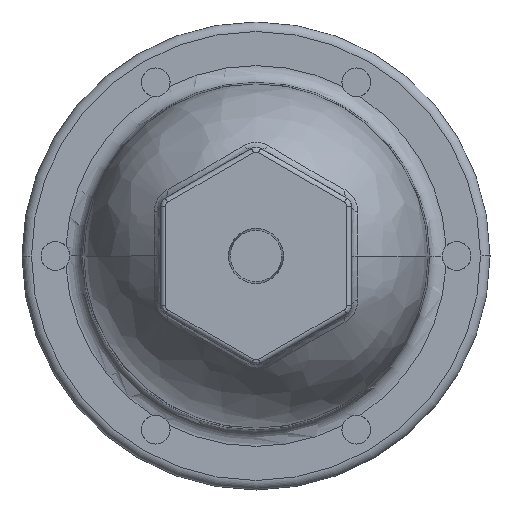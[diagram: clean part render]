
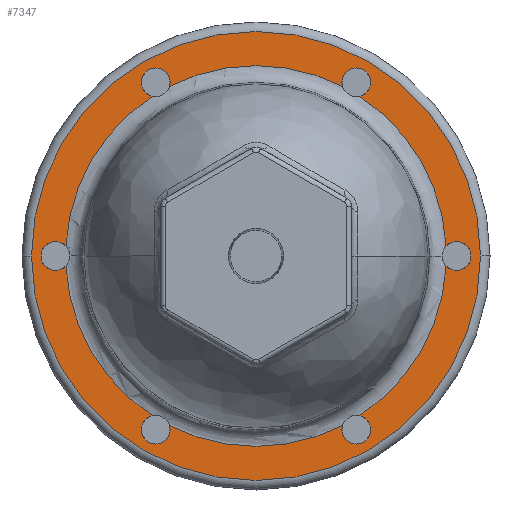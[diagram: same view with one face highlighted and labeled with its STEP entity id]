
A CAD part, front view. The second image highlights one B-rep face of the part: STEP entity #7347.
In plain terms, the highlighted planar face has unit normal (0, -1, 0).
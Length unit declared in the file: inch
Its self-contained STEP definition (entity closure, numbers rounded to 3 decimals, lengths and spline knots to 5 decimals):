
#1331=CARTESIAN_POINT('',(0.,5.0625,0.));
#1332=DIRECTION('',(0.,1.,0.));
#1333=DIRECTION('',(1.,0.,0.));
#1334=AXIS2_PLACEMENT_3D('',#1331,#1332,#1333);
#1336=CARTESIAN_POINT('',(0.,5.0625,0.));
#1337=DIRECTION('',(0.,1.,0.));
#1338=DIRECTION('',(-1.,0.,0.));
#1339=AXIS2_PLACEMENT_3D('',#1336,#1337,#1338);
#1341=CARTESIAN_POINT('',(-2.625,5.0625,0.));
#1342=DIRECTION('',(0.,-1.,0.));
#1343=DIRECTION('',(-1.,0.,0.));
#1344=AXIS2_PLACEMENT_3D('',#1341,#1342,#1343);
#1346=CARTESIAN_POINT('',(0.,5.0625,0.));
#1347=DIRECTION('',(0.,-1.,0.));
#1348=DIRECTION('',(-0.999,0.,-0.051));
#1349=AXIS2_PLACEMENT_3D('',#1346,#1347,#1348);
#1351=CARTESIAN_POINT('',(-1.3125,5.0625,-2.27332));
#1352=DIRECTION('',(0.,-1.,0.));
#1353=DIRECTION('',(-0.226,0.,0.974));
#1354=AXIS2_PLACEMENT_3D('',#1351,#1352,#1353);
#1356=CARTESIAN_POINT('',(-1.3125,5.0625,-2.27332));
#1357=DIRECTION('',(0.,-1.,0.));
#1358=DIRECTION('',(-0.5,0.,-0.866));
#1359=AXIS2_PLACEMENT_3D('',#1356,#1357,#1358);
#1361=CARTESIAN_POINT('',(0.,5.0625,0.));
#1362=DIRECTION('',(0.,-1.,0.));
#1363=DIRECTION('',(-0.455,0.,-0.891));
#1364=AXIS2_PLACEMENT_3D('',#1361,#1362,#1363);
#1366=CARTESIAN_POINT('',(1.3125,5.0625,-2.27332));
#1367=DIRECTION('',(0.,-1.,0.));
#1368=DIRECTION('',(-0.957,0.,0.291));
#1369=AXIS2_PLACEMENT_3D('',#1366,#1367,#1368);
#1371=CARTESIAN_POINT('',(1.3125,5.0625,-2.27332));
#1372=DIRECTION('',(0.,-1.,0.));
#1373=DIRECTION('',(0.5,0.,-0.866));
#1374=AXIS2_PLACEMENT_3D('',#1371,#1372,#1373);
#1376=CARTESIAN_POINT('',(0.,5.0625,0.));
#1377=DIRECTION('',(0.,-1.,0.));
#1378=DIRECTION('',(0.544,0.,-0.839));
#1379=AXIS2_PLACEMENT_3D('',#1376,#1377,#1378);
#1381=CARTESIAN_POINT('',(2.625,5.0625,0.));
#1382=DIRECTION('',(0.,-1.,0.));
#1383=DIRECTION('',(-0.731,0.,-0.683));
#1384=AXIS2_PLACEMENT_3D('',#1381,#1382,#1383);
#1386=CARTESIAN_POINT('',(2.625,5.0625,0.));
#1387=DIRECTION('',(0.,-1.,0.));
#1388=DIRECTION('',(1.,0.,0.));
#1389=AXIS2_PLACEMENT_3D('',#1386,#1387,#1388);
#1391=CARTESIAN_POINT('',(0.,5.0625,0.));
#1392=DIRECTION('',(0.,-1.,0.));
#1393=DIRECTION('',(0.999,0.,0.051));
#1394=AXIS2_PLACEMENT_3D('',#1391,#1392,#1393);
#1396=CARTESIAN_POINT('',(1.3125,5.0625,2.27332));
#1397=DIRECTION('',(0.,-1.,0.));
#1398=DIRECTION('',(0.226,0.,-0.974));
#1399=AXIS2_PLACEMENT_3D('',#1396,#1397,#1398);
#1401=CARTESIAN_POINT('',(1.3125,5.0625,2.27332));
#1402=DIRECTION('',(0.,-1.,0.));
#1403=DIRECTION('',(0.5,0.,0.866));
#1404=AXIS2_PLACEMENT_3D('',#1401,#1402,#1403);
#1406=CARTESIAN_POINT('',(0.,5.0625,0.));
#1407=DIRECTION('',(0.,-1.,0.));
#1408=DIRECTION('',(0.455,0.,0.891));
#1409=AXIS2_PLACEMENT_3D('',#1406,#1407,#1408);
#1411=CARTESIAN_POINT('',(-1.3125,5.0625,2.27332));
#1412=DIRECTION('',(0.,-1.,0.));
#1413=DIRECTION('',(0.957,0.,-0.291));
#1414=AXIS2_PLACEMENT_3D('',#1411,#1412,#1413);
#1416=CARTESIAN_POINT('',(-1.3125,5.0625,2.27332));
#1417=DIRECTION('',(0.,-1.,0.));
#1418=DIRECTION('',(-0.5,0.,0.866));
#1419=AXIS2_PLACEMENT_3D('',#1416,#1417,#1418);
#1421=CARTESIAN_POINT('',(0.,5.0625,0.));
#1422=DIRECTION('',(0.,-1.,0.));
#1423=DIRECTION('',(-0.544,0.,0.839));
#1424=AXIS2_PLACEMENT_3D('',#1421,#1422,#1423);
#1426=CARTESIAN_POINT('',(-2.625,5.0625,0.));
#1427=DIRECTION('',(0.,-1.,0.));
#1428=DIRECTION('',(0.731,0.,0.683));
#1429=AXIS2_PLACEMENT_3D('',#1426,#1427,#1428);
#6722=CARTESIAN_POINT('',(2.9375,5.0625,0.));
#6723=CARTESIAN_POINT('',(-2.9375,5.0625,0.));
#6724=VERTEX_POINT('',#6722);
#6725=VERTEX_POINT('',#6723);
#6974=CARTESIAN_POINT('',(-1.40625,5.0625,-2.4357));
#6975=CARTESIAN_POINT('',(-1.13313,5.0625,-2.21869));
#6976=VERTEX_POINT('',#6974);
#6977=VERTEX_POINT('',#6975);
#6978=CARTESIAN_POINT('',(-1.35488,5.0625,-2.09067));
#6979=VERTEX_POINT('',#6978);
#7015=CARTESIAN_POINT('',(1.40625,5.0625,-2.4357));
#7016=CARTESIAN_POINT('',(1.35488,5.0625,-2.09067));
#7017=VERTEX_POINT('',#7015);
#7018=VERTEX_POINT('',#7016);
#7019=CARTESIAN_POINT('',(1.13313,5.0625,-2.21869));
#7020=VERTEX_POINT('',#7019);
#7056=CARTESIAN_POINT('',(2.8125,5.0625,0.));
#7057=CARTESIAN_POINT('',(2.48801,5.0625,0.12802));
#7058=VERTEX_POINT('',#7056);
#7059=VERTEX_POINT('',#7057);
#7060=CARTESIAN_POINT('',(2.48801,5.0625,-0.12802));
#7061=VERTEX_POINT('',#7060);
#7097=CARTESIAN_POINT('',(1.40625,5.0625,2.4357));
#7098=CARTESIAN_POINT('',(1.13313,5.0625,2.21869));
#7099=VERTEX_POINT('',#7097);
#7100=VERTEX_POINT('',#7098);
#7101=CARTESIAN_POINT('',(1.35488,5.0625,2.09067));
#7102=VERTEX_POINT('',#7101);
#7138=CARTESIAN_POINT('',(-1.40625,5.0625,2.4357));
#7139=CARTESIAN_POINT('',(-1.35488,5.0625,2.09067));
#7140=VERTEX_POINT('',#7138);
#7141=VERTEX_POINT('',#7139);
#7142=CARTESIAN_POINT('',(-1.13313,5.0625,2.21869));
#7143=VERTEX_POINT('',#7142);
#7179=CARTESIAN_POINT('',(-2.8125,5.0625,0.));
#7180=CARTESIAN_POINT('',(-2.48801,5.0625,-0.12802));
#7181=VERTEX_POINT('',#7179);
#7182=VERTEX_POINT('',#7180);
#7183=CARTESIAN_POINT('',(-2.48801,5.0625,0.12802));
#7184=VERTEX_POINT('',#7183);
#7298=CARTESIAN_POINT('',(0.,5.0625,0.));
#7299=DIRECTION('',(0.,1.,0.));
#7300=DIRECTION('',(1.,0.,0.));
#7301=AXIS2_PLACEMENT_3D('',#7298,#7299,#7300);
#7302=PLANE('',#7301);
#7304=ORIENTED_EDGE('',*,*,#7303,.T.);
#7306=ORIENTED_EDGE('',*,*,#7305,.T.);
#7307=EDGE_LOOP('',(#7304,#7306));
#7308=FACE_OUTER_BOUND('',#7307,.F.);
#7310=ORIENTED_EDGE('',*,*,#7309,.T.);
#7312=ORIENTED_EDGE('',*,*,#7311,.T.);
#7314=ORIENTED_EDGE('',*,*,#7313,.T.);
#7316=ORIENTED_EDGE('',*,*,#7315,.T.);
#7318=ORIENTED_EDGE('',*,*,#7317,.T.);
#7320=ORIENTED_EDGE('',*,*,#7319,.T.);
#7322=ORIENTED_EDGE('',*,*,#7321,.T.);
#7324=ORIENTED_EDGE('',*,*,#7323,.T.);
#7326=ORIENTED_EDGE('',*,*,#7325,.T.);
#7328=ORIENTED_EDGE('',*,*,#7327,.T.);
#7330=ORIENTED_EDGE('',*,*,#7329,.T.);
#7332=ORIENTED_EDGE('',*,*,#7331,.T.);
#7334=ORIENTED_EDGE('',*,*,#7333,.T.);
#7336=ORIENTED_EDGE('',*,*,#7335,.T.);
#7338=ORIENTED_EDGE('',*,*,#7337,.T.);
#7340=ORIENTED_EDGE('',*,*,#7339,.T.);
#7342=ORIENTED_EDGE('',*,*,#7341,.T.);
#7344=ORIENTED_EDGE('',*,*,#7343,.T.);
#7345=EDGE_LOOP('',(#7310,#7312,#7314,#7316,#7318,#7320,#7322,#7324,#7326,#7328,
#7330,#7332,#7334,#7336,#7338,#7340,#7342,#7344));
#7346=FACE_BOUND('',#7345,.F.);
#1335=CIRCLE('',#1334,2.9375);
#1340=CIRCLE('',#1339,2.9375);
#1345=CIRCLE('',#1344,0.1875);
#1350=CIRCLE('',#1349,2.4913);
#1355=CIRCLE('',#1354,0.1875);
#1360=CIRCLE('',#1359,0.1875);
#1365=CIRCLE('',#1364,2.4913);
#1370=CIRCLE('',#1369,0.1875);
#1375=CIRCLE('',#1374,0.1875);
#1380=CIRCLE('',#1379,2.4913);
#1385=CIRCLE('',#1384,0.1875);
#1390=CIRCLE('',#1389,0.1875);
#1395=CIRCLE('',#1394,2.4913);
#1400=CIRCLE('',#1399,0.1875);
#1405=CIRCLE('',#1404,0.1875);
#1410=CIRCLE('',#1409,2.4913);
#1415=CIRCLE('',#1414,0.1875);
#1420=CIRCLE('',#1419,0.1875);
#1425=CIRCLE('',#1424,2.4913);
#1430=CIRCLE('',#1429,0.1875);
#7303=EDGE_CURVE('',#6724,#6725,#1335,.T.);
#7305=EDGE_CURVE('',#6725,#6724,#1340,.T.);
#7309=EDGE_CURVE('',#7181,#7182,#1345,.T.);
#7311=EDGE_CURVE('',#7182,#6979,#1350,.T.);
#7313=EDGE_CURVE('',#6979,#6976,#1355,.T.);
#7315=EDGE_CURVE('',#6976,#6977,#1360,.T.);
#7317=EDGE_CURVE('',#6977,#7020,#1365,.T.);
#7319=EDGE_CURVE('',#7020,#7017,#1370,.T.);
#7321=EDGE_CURVE('',#7017,#7018,#1375,.T.);
#7323=EDGE_CURVE('',#7018,#7061,#1380,.T.);
#7325=EDGE_CURVE('',#7061,#7058,#1385,.T.);
#7327=EDGE_CURVE('',#7058,#7059,#1390,.T.);
#7329=EDGE_CURVE('',#7059,#7102,#1395,.T.);
#7331=EDGE_CURVE('',#7102,#7099,#1400,.T.);
#7333=EDGE_CURVE('',#7099,#7100,#1405,.T.);
#7335=EDGE_CURVE('',#7100,#7143,#1410,.T.);
#7337=EDGE_CURVE('',#7143,#7140,#1415,.T.);
#7339=EDGE_CURVE('',#7140,#7141,#1420,.T.);
#7341=EDGE_CURVE('',#7141,#7184,#1425,.T.);
#7343=EDGE_CURVE('',#7184,#7181,#1430,.T.);
#7347=ADVANCED_FACE('',(#7308,#7346),#7302,.F.);
